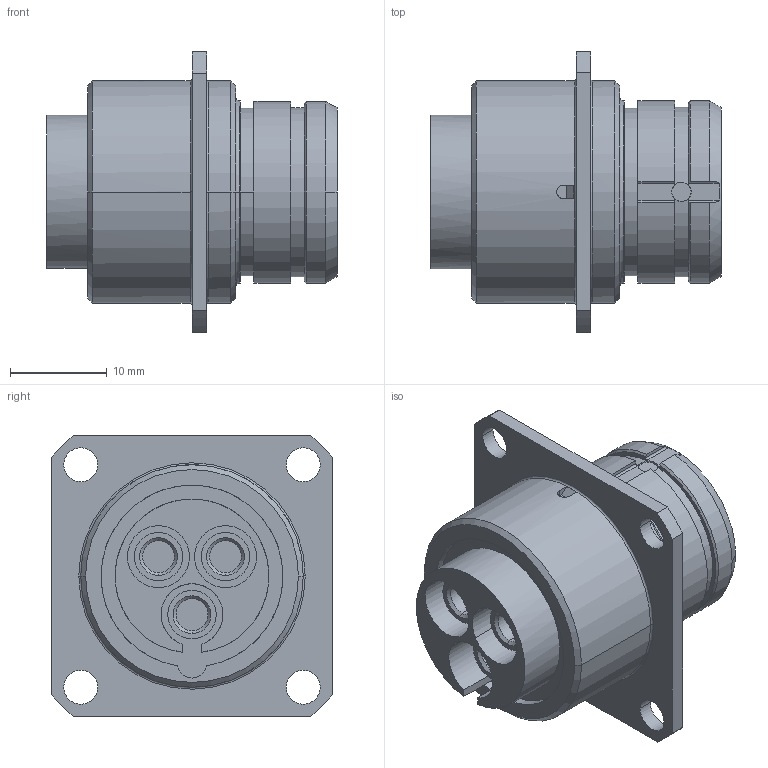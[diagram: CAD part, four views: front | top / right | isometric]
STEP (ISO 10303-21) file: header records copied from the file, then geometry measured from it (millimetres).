
FILE_DESCRIPTION((''),'2;1');
FILE_NAME('1330E303FS_SW0001','2021-10-06T11:41:23',('regisperquin'),('NET AG system integration'),'CREO PARAMETRIC BY PTC INC, 2019292','CREO PARAMETRIC BY PTC INC, 2019292','');
FILE_SCHEMA(('AUTOMOTIVE_DESIGN { 1 0 10303 214 1 1 1 1 }'));
Length unit declared in the file: millimetre
Products named in the file (1): 1330E303FS_SW0001
Bounding box: 30 x 29 x 29 mm (x, y, z)
Volume: 8545 mm3; surface area: 6992.6 mm2
Topology: 1 solids, 1 shells, 274 faces, 733 edges, 487 vertices
Faces by surface type: plane 154, cylinder 79, cone 21, torus 20
Entity records: 11050 total; most frequent: CARTESIAN_POINT 1701, DIRECTION 1545, ORIENTED_EDGE 1454, EDGE_CURVE 727, AXIS2_PLACEMENT_3D 567, VERTEX_POINT 487, VECTOR 408, LINE 408
